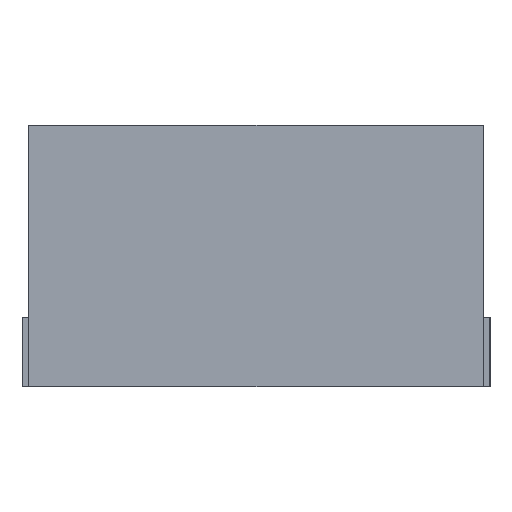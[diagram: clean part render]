
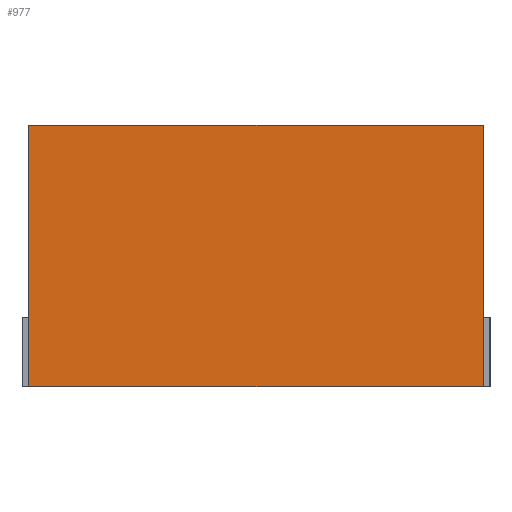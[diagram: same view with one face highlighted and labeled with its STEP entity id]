
A CAD part, front view. The second image highlights one B-rep face of the part: STEP entity #977.
In plain terms, the highlighted planar face has unit normal (0, -1, 0).
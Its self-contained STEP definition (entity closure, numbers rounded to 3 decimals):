
#22 = VERTEX_POINT('',#23);
#23 = CARTESIAN_POINT('',(-0.5,-1.25,0.));
#31 = EDGE_CURVE('',#22,#32,#34,.T.);
#32 = VERTEX_POINT('',#33);
#33 = CARTESIAN_POINT('',(-0.5,-1.25,0.575));
#34 = LINE('',#35,#36);
#35 = CARTESIAN_POINT('',(-0.5,-1.25,0.));
#36 = VECTOR('',#37,1.);
#37 = DIRECTION('',(0.,0.,1.));
#222 = EDGE_CURVE('',#223,#22,#225,.T.);
#223 = VERTEX_POINT('',#224);
#224 = CARTESIAN_POINT('',(0.5,-1.25,0.));
#225 = LINE('',#226,#227);
#226 = CARTESIAN_POINT('',(0.5,-1.25,0.));
#227 = VECTOR('',#228,1.);
#228 = DIRECTION('',(-1.,0.,0.));
#947 = EDGE_CURVE('',#948,#32,#950,.T.);
#948 = VERTEX_POINT('',#949);
#949 = CARTESIAN_POINT('',(0.5,-1.25,0.575));
#950 = LINE('',#951,#952);
#951 = CARTESIAN_POINT('',(0.5,-1.25,0.575));
#952 = VECTOR('',#953,1.);
#953 = DIRECTION('',(-1.,0.,0.));
#977 = ADVANCED_FACE('',(#978),#989,.T.);
#978 = FACE_BOUND('',#979,.T.);
#979 = EDGE_LOOP('',(#980,#986,#987,#988));
#980 = ORIENTED_EDGE('',*,*,#981,.T.);
#981 = EDGE_CURVE('',#223,#948,#982,.T.);
#982 = LINE('',#983,#984);
#983 = CARTESIAN_POINT('',(0.5,-1.25,0.));
#984 = VECTOR('',#985,1.);
#985 = DIRECTION('',(0.,0.,1.));
#986 = ORIENTED_EDGE('',*,*,#947,.T.);
#987 = ORIENTED_EDGE('',*,*,#31,.F.);
#988 = ORIENTED_EDGE('',*,*,#222,.F.);
#989 = PLANE('',#990);
#990 = AXIS2_PLACEMENT_3D('',#991,#992,#993);
#991 = CARTESIAN_POINT('',(0.5,-1.25,0.));
#992 = DIRECTION('',(0.,-1.,0.));
#993 = DIRECTION('',(-1.,0.,0.));
